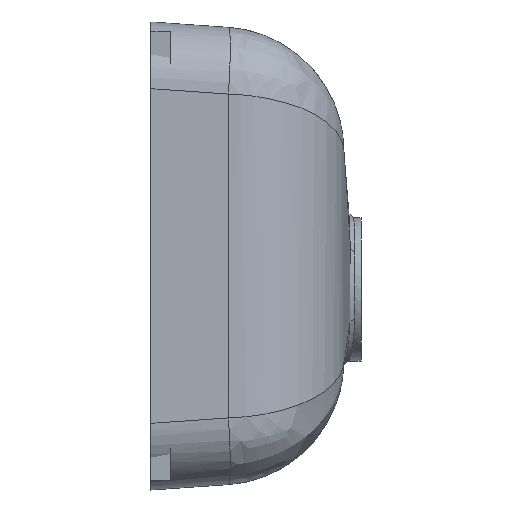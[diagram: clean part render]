
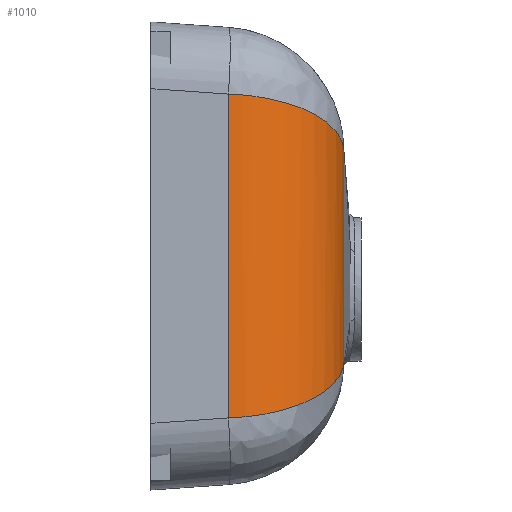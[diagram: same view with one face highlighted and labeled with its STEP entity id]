
A CAD part, left-side view. The second image highlights one B-rep face of the part: STEP entity #1010.
In plain terms, the highlighted cylindrical face has radius 65 mm (diameter 130 mm), a partial arc.
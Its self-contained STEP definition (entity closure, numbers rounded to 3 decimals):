
#18 = EDGE_LOOP ( 'NONE', ( #1525, #1171, #2968, #5608 ) ) ;
#152 = DIRECTION ( 'NONE',  ( -1., 0., 0. ) ) ;
#177 = EDGE_CURVE ( 'NONE', #3668, #2984, #6460, .T. ) ;
#511 = B_SPLINE_CURVE_WITH_KNOTS ( 'NONE', 3,
 ( #3579, #6098, #6351, #3027, #1389, #5260, #6379, #4692, #5283, #2700, #2249, #6118, #2802 ),
 .UNSPECIFIED., .F., .F.,
 ( 4, 3, 3, 3, 4 ),
 ( 0.14, 0.162, 0.195, 0.228, 0.25 ),
 .UNSPECIFIED. ) ;
#544 = VECTOR ( 'NONE', #3574, 1000. ) ;
#1010 = ADVANCED_FACE ( 'NONE', ( #1140 ), #5068, .T. ) ;
#1140 = FACE_OUTER_BOUND ( 'NONE', #18, .T. ) ;
#1171 = ORIENTED_EDGE ( 'NONE', *, *, #3016, .T. ) ;
#1389 = CARTESIAN_POINT ( 'NONE',  ( -102.765, -100.999, 21.667 ) ) ;
#1525 = ORIENTED_EDGE ( 'NONE', *, *, #177, .F. ) ;
#2249 = CARTESIAN_POINT ( 'NONE',  ( -102.76, -100.999, -40.015 ) ) ;
#2257 = CARTESIAN_POINT ( 'NONE',  ( -102.754, -100.999, 55.045 ) ) ;
#2370 = VERTEX_POINT ( 'NONE', #6254 ) ;
#2568 = CARTESIAN_POINT ( 'NONE',  ( -102.367, -36., 107.5 ) ) ;
#2608 = CARTESIAN_POINT ( 'NONE',  ( -167.209, -40.524, 84.794 ) ) ;
#2700 = CARTESIAN_POINT ( 'NONE',  ( -102.762, -100.999, -32.5 ) ) ;
#2752 =( BOUNDED_CURVE ( )  B_SPLINE_CURVE ( 3, ( #2257, #4874, #6605, #3868 ),
 .UNSPECIFIED., .F., .F. ) 
 B_SPLINE_CURVE_WITH_KNOTS ( ( 4, 4 ),
 ( 1.577, 3.072 ),
 .UNSPECIFIED. ) 
 CURVE ( )  GEOMETRIC_REPRESENTATION_ITEM ( )  RATIONAL_B_SPLINE_CURVE ( ( 1., 0.822, 0.822, 1. ) ) 
 REPRESENTATION_ITEM ( '' )  );
#2802 = CARTESIAN_POINT ( 'NONE',  ( -102.754, -100.999, -55.045 ) ) ;
#2968 = ORIENTED_EDGE ( 'NONE', *, *, #4056, .F. ) ;
#2984 = VERTEX_POINT ( 'NONE', #2608 ) ;
#3016 = EDGE_CURVE ( 'NONE', #3668, #5610, #3695, .T. ) ;
#3027 = CARTESIAN_POINT ( 'NONE',  ( -102.762, -100.999, 32.5 ) ) ;
#3038 = AXIS2_PLACEMENT_3D ( 'NONE', #2568, #3113, #152 ) ;
#3113 = DIRECTION ( 'NONE',  ( 0., 0., -1. ) ) ;
#3139 = CARTESIAN_POINT ( 'NONE',  ( -138.585, -100.786, -71.583 ) ) ;
#3293 = CARTESIAN_POINT ( 'NONE',  ( -102.754, -100.999, -55.045 ) ) ;
#3370 = CARTESIAN_POINT ( 'NONE',  ( -167.209, -40.524, -84.794 ) ) ;
#3574 = DIRECTION ( 'NONE',  ( 0., 0., 1. ) ) ;
#3579 = CARTESIAN_POINT ( 'NONE',  ( -102.754, -100.999, 55.045 ) ) ;
#3668 = VERTEX_POINT ( 'NONE', #3370 ) ;
#3690 = CARTESIAN_POINT ( 'NONE',  ( -167.209, -40.524, -84.794 ) ) ;
#3695 =( BOUNDED_CURVE ( )  B_SPLINE_CURVE ( 3, ( #3690, #4469, #3139, #4791 ),
 .UNSPECIFIED., .F., .F. ) 
 B_SPLINE_CURVE_WITH_KNOTS ( ( 4, 4 ),
 ( 3.211, 4.706 ),
 .UNSPECIFIED. ) 
 CURVE ( )  GEOMETRIC_REPRESENTATION_ITEM ( )  RATIONAL_B_SPLINE_CURVE ( ( 1., 0.822, 0.822, 1. ) ) 
 REPRESENTATION_ITEM ( '' )  );
#3868 = CARTESIAN_POINT ( 'NONE',  ( -167.209, -40.524, 84.794 ) ) ;
#4056 = EDGE_CURVE ( 'NONE', #2370, #5610, #511, .T. ) ;
#4469 = CARTESIAN_POINT ( 'NONE',  ( -164.715, -76.269, -83.643 ) ) ;
#4692 = CARTESIAN_POINT ( 'NONE',  ( -102.767, -100.999, -10.833 ) ) ;
#4791 = CARTESIAN_POINT ( 'NONE',  ( -102.754, -100.999, -55.045 ) ) ;
#4874 = CARTESIAN_POINT ( 'NONE',  ( -138.585, -100.786, 71.583 ) ) ;
#5068 = CYLINDRICAL_SURFACE ( 'NONE', #3038, 65. ) ;
#5260 = CARTESIAN_POINT ( 'NONE',  ( -102.767, -100.999, 10.833 ) ) ;
#5283 = CARTESIAN_POINT ( 'NONE',  ( -102.765, -100.999, -21.667 ) ) ;
#5608 = ORIENTED_EDGE ( 'NONE', *, *, #5779, .T. ) ;
#5610 = VERTEX_POINT ( 'NONE', #3293 ) ;
#5779 = EDGE_CURVE ( 'NONE', #2370, #2984, #2752, .T. ) ;
#6098 = CARTESIAN_POINT ( 'NONE',  ( -102.757, -100.999, 47.53 ) ) ;
#6118 = CARTESIAN_POINT ( 'NONE',  ( -102.757, -100.999, -47.53 ) ) ;
#6254 = CARTESIAN_POINT ( 'NONE',  ( -102.754, -100.999, 55.045 ) ) ;
#6351 = CARTESIAN_POINT ( 'NONE',  ( -102.76, -100.999, 40.015 ) ) ;
#6379 = CARTESIAN_POINT ( 'NONE',  ( -102.767, -100.999, 0. ) ) ;
#6460 = LINE ( 'NONE', #6784, #544 ) ;
#6605 = CARTESIAN_POINT ( 'NONE',  ( -164.715, -76.269, 83.643 ) ) ;
#6784 = CARTESIAN_POINT ( 'NONE',  ( -167.209, -40.524, 107.5 ) ) ;
